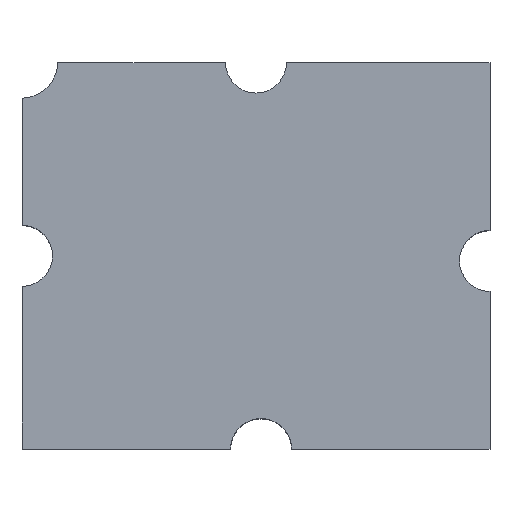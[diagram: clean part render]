
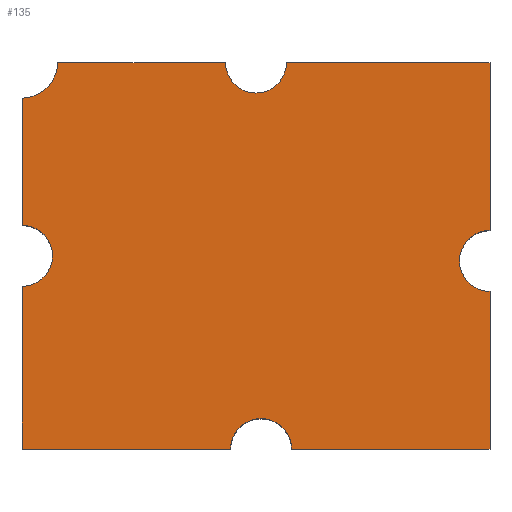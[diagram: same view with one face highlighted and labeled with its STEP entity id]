
A CAD part, top view. The second image highlights one B-rep face of the part: STEP entity #135.
In plain terms, the highlighted planar face has unit normal (0, 0, 1).
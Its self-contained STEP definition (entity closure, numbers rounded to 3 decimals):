
#120=PLANE('',#407);
#135=ADVANCED_FACE('',(#155),#120,.T.);
#155=FACE_OUTER_BOUND('',#170,.T.);
#170=EDGE_LOOP('',(#282,#283,#284,#285,#286,#287,#288,#289,#290,#291,#292,
#293,#294));
#176=LINE('',#504,#205);
#180=LINE('',#516,#209);
#183=LINE('',#522,#212);
#187=LINE('',#534,#216);
#190=LINE('',#540,#219);
#194=LINE('',#552,#223);
#197=LINE('',#558,#226);
#200=LINE('',#567,#229);
#205=VECTOR('',#421,1.);
#209=VECTOR('',#433,1.);
#212=VECTOR('',#438,1.);
#216=VECTOR('',#450,1.);
#219=VECTOR('',#455,1.);
#223=VECTOR('',#467,1.);
#226=VECTOR('',#472,1.);
#229=VECTOR('',#483,1.);
#282=ORIENTED_EDGE('',*,*,#336,.F.);
#283=ORIENTED_EDGE('',*,*,#340,.F.);
#284=ORIENTED_EDGE('',*,*,#343,.F.);
#285=ORIENTED_EDGE('',*,*,#346,.F.);
#286=ORIENTED_EDGE('',*,*,#349,.F.);
#287=ORIENTED_EDGE('',*,*,#352,.F.);
#288=ORIENTED_EDGE('',*,*,#355,.F.);
#289=ORIENTED_EDGE('',*,*,#358,.F.);
#290=ORIENTED_EDGE('',*,*,#361,.F.);
#291=ORIENTED_EDGE('',*,*,#364,.F.);
#292=ORIENTED_EDGE('',*,*,#367,.F.);
#293=ORIENTED_EDGE('',*,*,#370,.F.);
#294=ORIENTED_EDGE('',*,*,#372,.F.);
#310=VERTEX_POINT('',#495);
#311=VERTEX_POINT('',#497);
#313=VERTEX_POINT('',#503);
#315=VERTEX_POINT('',#509);
#317=VERTEX_POINT('',#515);
#319=VERTEX_POINT('',#521);
#321=VERTEX_POINT('',#527);
#323=VERTEX_POINT('',#533);
#325=VERTEX_POINT('',#539);
#327=VERTEX_POINT('',#545);
#329=VERTEX_POINT('',#551);
#331=VERTEX_POINT('',#557);
#333=VERTEX_POINT('',#563);
#336=EDGE_CURVE('',#310,#311,#374,.T.);
#340=EDGE_CURVE('',#313,#310,#176,.T.);
#343=EDGE_CURVE('',#315,#313,#376,.T.);
#346=EDGE_CURVE('',#317,#315,#180,.T.);
#349=EDGE_CURVE('',#319,#317,#183,.T.);
#352=EDGE_CURVE('',#321,#319,#378,.T.);
#355=EDGE_CURVE('',#323,#321,#187,.T.);
#358=EDGE_CURVE('',#325,#323,#190,.T.);
#361=EDGE_CURVE('',#327,#325,#380,.T.);
#364=EDGE_CURVE('',#329,#327,#194,.T.);
#367=EDGE_CURVE('',#331,#329,#197,.T.);
#370=EDGE_CURVE('',#333,#331,#382,.T.);
#372=EDGE_CURVE('',#311,#333,#200,.T.);
#374=CIRCLE('',#385,0.018);
#376=CIRCLE('',#389,0.015);
#378=CIRCLE('',#394,0.015);
#380=CIRCLE('',#399,0.015);
#382=CIRCLE('',#404,0.015);
#385=AXIS2_PLACEMENT_3D('',#496,#414,#415);
#389=AXIS2_PLACEMENT_3D('',#510,#427,#428);
#394=AXIS2_PLACEMENT_3D('',#528,#444,#445);
#399=AXIS2_PLACEMENT_3D('',#546,#461,#462);
#404=AXIS2_PLACEMENT_3D('',#564,#478,#479);
#407=AXIS2_PLACEMENT_3D('',#569,#486,#487);
#414=DIRECTION('',(0.,0.,1.));
#415=DIRECTION('',(1.,0.,0.));
#421=DIRECTION('',(0.,1.,0.));
#427=DIRECTION('',(0.,0.,1.));
#428=DIRECTION('',(1.,0.,0.));
#433=DIRECTION('',(0.,1.,0.));
#438=DIRECTION('',(-1.,0.,0.));
#444=DIRECTION('',(0.,0.,1.));
#445=DIRECTION('',(1.,0.,0.));
#450=DIRECTION('',(-1.,0.,0.));
#455=DIRECTION('',(0.,-1.,0.));
#461=DIRECTION('',(0.,0.,1.));
#462=DIRECTION('',(1.,0.,0.));
#467=DIRECTION('',(0.,-1.,0.));
#472=DIRECTION('',(1.,0.,0.));
#478=DIRECTION('',(0.,0.,1.));
#479=DIRECTION('',(1.,0.,0.));
#483=DIRECTION('',(1.,0.,0.));
#486=DIRECTION('',(0.,0.,1.));
#487=DIRECTION('',(-1.,0.,0.));
#495=CARTESIAN_POINT('',(0.385,0.328,0.25));
#496=CARTESIAN_POINT('',(0.385,0.345,0.25));
#497=CARTESIAN_POINT('',(0.403,0.345,0.25));
#503=CARTESIAN_POINT('',(0.385,0.265,0.25));
#504=CARTESIAN_POINT('',(0.385,0.25,0.25));
#509=CARTESIAN_POINT('',(0.385,0.235,0.25));
#510=CARTESIAN_POINT('',(0.385,0.25,0.25));
#515=CARTESIAN_POINT('',(0.385,0.155,0.25));
#516=CARTESIAN_POINT('',(0.385,0.25,0.25));
#521=CARTESIAN_POINT('',(0.488,0.155,0.25));
#522=CARTESIAN_POINT('',(0.5,0.155,0.25));
#527=CARTESIAN_POINT('',(0.518,0.155,0.25));
#528=CARTESIAN_POINT('',(0.503,0.155,0.25));
#533=CARTESIAN_POINT('',(0.615,0.155,0.25));
#534=CARTESIAN_POINT('',(0.5,0.155,0.25));
#539=CARTESIAN_POINT('',(0.615,0.233,0.25));
#540=CARTESIAN_POINT('',(0.615,0.25,0.25));
#545=CARTESIAN_POINT('',(0.615,0.263,0.25));
#546=CARTESIAN_POINT('',(0.615,0.248,0.25));
#551=CARTESIAN_POINT('',(0.615,0.345,0.25));
#552=CARTESIAN_POINT('',(0.615,0.25,0.25));
#557=CARTESIAN_POINT('',(0.515,0.345,0.25));
#558=CARTESIAN_POINT('',(0.5,0.345,0.25));
#563=CARTESIAN_POINT('',(0.485,0.345,0.25));
#564=CARTESIAN_POINT('',(0.5,0.345,0.25));
#567=CARTESIAN_POINT('',(0.5,0.345,0.25));
#569=CARTESIAN_POINT('',(0.5,0.25,0.25));
